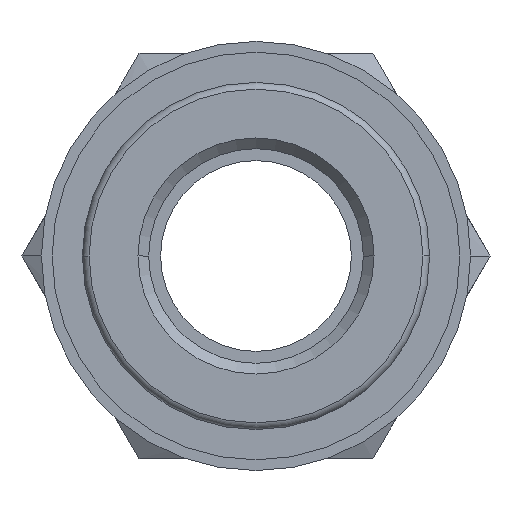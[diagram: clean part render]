
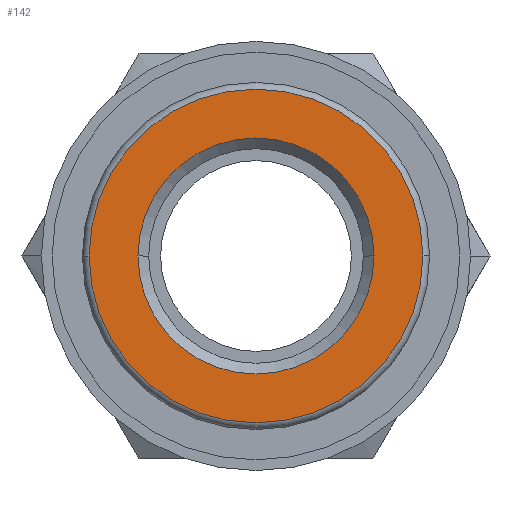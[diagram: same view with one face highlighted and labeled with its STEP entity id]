
A CAD part, front view. The second image highlights one B-rep face of the part: STEP entity #142.
In plain terms, the highlighted planar face has unit normal (0, -1, 0).
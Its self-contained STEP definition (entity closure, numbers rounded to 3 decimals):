
#142=ADVANCED_FACE('',(#307,#308),#309,.T.);
#307=FACE_BOUND('',#492,.T.);
#308=FACE_OUTER_BOUND('',#493,.T.);
#309=PLANE('',#494);
#492=EDGE_LOOP('',(#826,#827));
#493=EDGE_LOOP('',(#828,#829));
#494=AXIS2_PLACEMENT_3D('',#830,#831,#832);
#826=ORIENTED_EDGE('',*,*,#1117,.T.);
#827=ORIENTED_EDGE('',*,*,#1156,.T.);
#828=ORIENTED_EDGE('',*,*,#1157,.T.);
#829=ORIENTED_EDGE('',*,*,#1051,.T.);
#830=CARTESIAN_POINT('',(0.0,0.0,0.0));
#831=DIRECTION('',(0.0,-1.0,0.0));
#832=DIRECTION('',(-1.0,0.0,0.0));
#1051=EDGE_CURVE('',#1241,#1239,#1242,.T.);
#1117=EDGE_CURVE('',#1345,#1343,#1346,.T.);
#1156=EDGE_CURVE('',#1343,#1345,#1396,.T.);
#1157=EDGE_CURVE('',#1239,#1241,#1397,.T.);
#1239=VERTEX_POINT('',#1506);
#1241=VERTEX_POINT('',#1509);
#1242=CIRCLE('',#1510,7.0);
#1343=VERTEX_POINT('',#1696);
#1345=VERTEX_POINT('',#1699);
#1346=CIRCLE('',#1700,4.95);
#1396=CIRCLE('',#1794,4.95);
#1397=CIRCLE('',#1795,7.0);
#1506=CARTESIAN_POINT('',(7.0,0.0,0.0));
#1509=CARTESIAN_POINT('',(-7.0,0.0,0.));
#1510=AXIS2_PLACEMENT_3D('',#1898,#1899,#1900);
#1696=CARTESIAN_POINT('',(4.95,0.0,0.));
#1699=CARTESIAN_POINT('',(-4.95,0.0,0.));
#1700=AXIS2_PLACEMENT_3D('',#1996,#1997,#1998);
#1794=AXIS2_PLACEMENT_3D('',#2043,#2044,#2045);
#1795=AXIS2_PLACEMENT_3D('',#2046,#2047,#2048);
#1898=CARTESIAN_POINT('',(0.0,0.0,0.0));
#1899=DIRECTION('',(0.0,-1.0,0.0));
#1900=DIRECTION('',(1.0,0.0,0.0));
#1996=CARTESIAN_POINT('',(0.0,0.0,0.0));
#1997=DIRECTION('',(-0.0,1.0,0.0));
#1998=DIRECTION('',(1.0,0.0,0.0));
#2043=CARTESIAN_POINT('',(0.0,0.0,0.0));
#2044=DIRECTION('',(-0.0,1.0,0.0));
#2045=DIRECTION('',(1.0,0.0,0.0));
#2046=CARTESIAN_POINT('',(0.0,0.0,0.0));
#2047=DIRECTION('',(0.0,-1.0,0.0));
#2048=DIRECTION('',(1.0,0.0,0.0));
